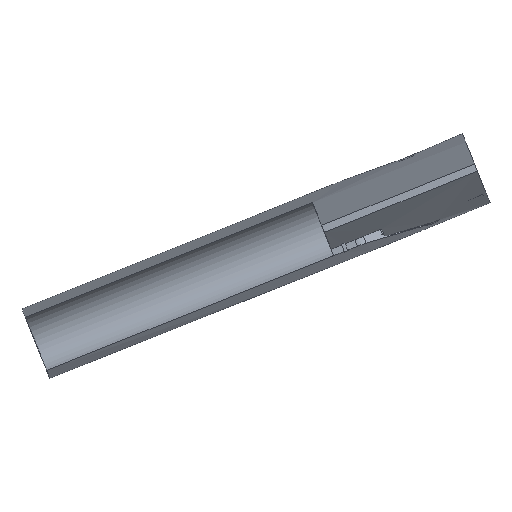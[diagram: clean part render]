
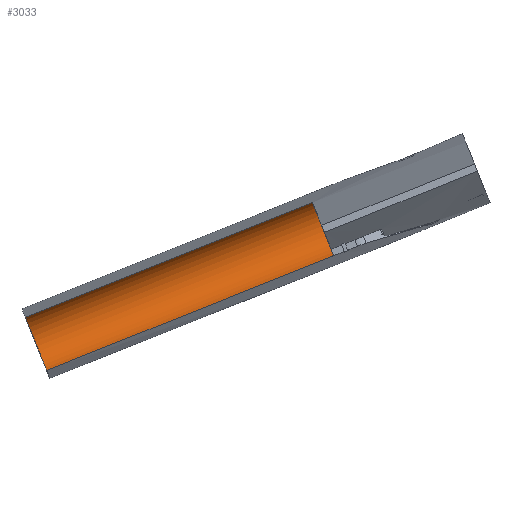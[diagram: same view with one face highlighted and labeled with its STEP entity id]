
A CAD part, top view. The second image highlights one B-rep face of the part: STEP entity #3033.
In plain terms, the highlighted cylindrical face has radius 17 mm (diameter 34 mm), a partial arc.
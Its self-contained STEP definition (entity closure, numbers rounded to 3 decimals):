
#192=LINE('',#6404,#356);
#356=VECTOR('',#3565,10.);
#503=B_SPLINE_CURVE_WITH_KNOTS('',3,(#5248,#5249,#5250,#5251),
 .UNSPECIFIED.,.F.,.F.,(4,4),(-33.375,-17.192),
 .UNSPECIFIED.);
#505=B_SPLINE_CURVE_WITH_KNOTS('',3,(#5498,#5499,#5500,#5501),
 .UNSPECIFIED.,.F.,.F.,(4,4),(-19.806,-3.499),
 .UNSPECIFIED.);
#721=CYLINDRICAL_SURFACE('',#3290,17.);
#803=FACE_OUTER_BOUND('',#1015,.T.);
#1015=EDGE_LOOP('',(#2230,#2231,#2232,#2233,#2234,#2235));
#1179=CIRCLE('',#3278,17.);
#1185=CIRCLE('',#3289,17.);
#1186=CIRCLE('',#3291,17.);
#1231=VERTEX_POINT('',#5242);
#1232=VERTEX_POINT('',#5247);
#1233=VERTEX_POINT('',#5252);
#1234=VERTEX_POINT('',#5497);
#1274=VERTEX_POINT('',#6401);
#1275=VERTEX_POINT('',#6403);
#1554=EDGE_CURVE('',#1231,#1232,#503,.T.);
#1556=EDGE_CURVE('',#1233,#1234,#505,.T.);
#1612=EDGE_CURVE('',#1275,#1274,#192,.T.);
#1629=EDGE_CURVE('',#1231,#1275,#1179,.T.);
#1657=EDGE_CURVE('',#1232,#1233,#1185,.T.);
#1658=EDGE_CURVE('',#1234,#1274,#1186,.T.);
#2230=ORIENTED_EDGE('',*,*,#1612,.T.);
#2231=ORIENTED_EDGE('',*,*,#1658,.F.);
#2232=ORIENTED_EDGE('',*,*,#1556,.F.);
#2233=ORIENTED_EDGE('',*,*,#1657,.F.);
#2234=ORIENTED_EDGE('',*,*,#1554,.F.);
#2235=ORIENTED_EDGE('',*,*,#1629,.T.);
#3033=ADVANCED_FACE('',(#803),#721,.F.);
#3278=AXIS2_PLACEMENT_3D('',#7003,#3575,#3576);
#3289=AXIS2_PLACEMENT_3D('',#9290,#3599,#3600);
#3290=AXIS2_PLACEMENT_3D('',#9291,#3601,#3602);
#3291=AXIS2_PLACEMENT_3D('',#9292,#3603,#3604);
#3565=DIRECTION('',(0.928,0.371,0.));
#3575=DIRECTION('center_axis',(0.928,0.371,0.));
#3576=DIRECTION('ref_axis',(0.329,-0.823,-0.462));
#3599=DIRECTION('center_axis',(0.928,0.371,0.));
#3600=DIRECTION('ref_axis',(0.329,-0.823,-0.462));
#3601=DIRECTION('center_axis',(0.928,0.371,0.));
#3602=DIRECTION('ref_axis',(0.329,-0.823,-0.462));
#3603=DIRECTION('center_axis',(-0.928,-0.371,0.));
#3604=DIRECTION('ref_axis',(0.329,-0.823,-0.462));
#5242=CARTESIAN_POINT('',(-46.258,-34.746,125.));
#5247=CARTESIAN_POINT('',(-196.509,-94.865,125.));
#5248=CARTESIAN_POINT('Ctrl Pts',(-46.258,-34.746,125.));
#5249=CARTESIAN_POINT('Ctrl Pts',(-96.342,-54.785,125.));
#5250=CARTESIAN_POINT('Ctrl Pts',(-146.425,-74.825,125.));
#5251=CARTESIAN_POINT('Ctrl Pts',(-196.509,-94.865,125.));
#5252=CARTESIAN_POINT('',(-207.71,-66.872,125.));
#5497=CARTESIAN_POINT('',(-56.31,-6.293,125.));
#5498=CARTESIAN_POINT('Ctrl Pts',(-207.71,-66.872,125.));
#5499=CARTESIAN_POINT('Ctrl Pts',(-157.243,-46.679,125.));
#5500=CARTESIAN_POINT('Ctrl Pts',(-106.776,-26.486,125.));
#5501=CARTESIAN_POINT('Ctrl Pts',(-56.31,-6.293,125.));
#6401=CARTESIAN_POINT('',(-45.189,-34.088,124.603));
#6403=CARTESIAN_POINT('',(-46.337,-34.547,124.603));
#6404=CARTESIAN_POINT('',(-323.72,-145.534,124.603));
#7003=CARTESIAN_POINT('Origin',(-51.858,-20.749,132.857));
#9290=CARTESIAN_POINT('Origin',(-202.11,-80.868,132.857));
#9291=CARTESIAN_POINT('Origin',(-329.241,-131.736,132.857));
#9292=CARTESIAN_POINT('Origin',(-50.709,-20.29,132.857));
